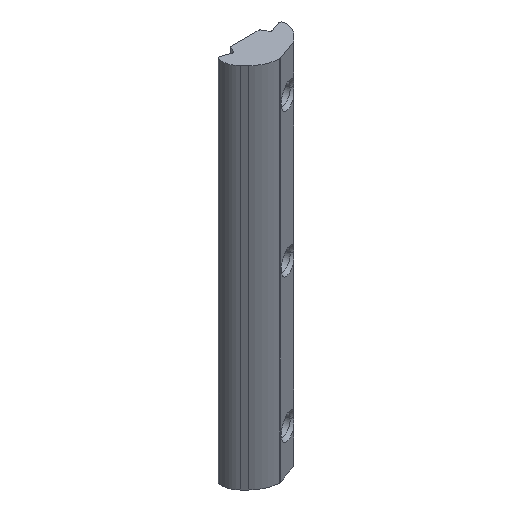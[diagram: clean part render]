
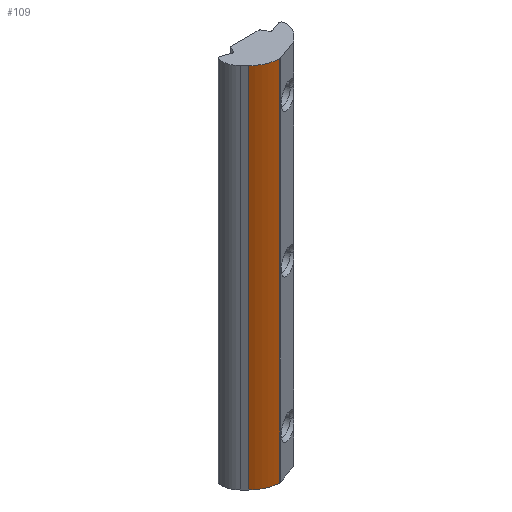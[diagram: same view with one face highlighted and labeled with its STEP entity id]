
A CAD part, isometric view. The second image highlights one B-rep face of the part: STEP entity #109.
In plain terms, the highlighted cylindrical face has radius 8.85 mm (diameter 17.7 mm), a partial arc.
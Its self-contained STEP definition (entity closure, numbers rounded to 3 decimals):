
#55 = DIRECTION ( 'NONE',  ( 0., 0., 1. ) ) ;
#94 = ORIENTED_EDGE ( 'NONE', *, *, #1205, .F. ) ;
#104 = DIRECTION ( 'NONE',  ( 0., 0., 1. ) ) ;
#109 = ADVANCED_FACE ( 'NONE', ( #737 ), #726, .T. ) ;
#114 = CARTESIAN_POINT ( 'NONE',  ( 0., 0., -50. ) ) ;
#138 = LINE ( 'NONE', #760, #498 ) ;
#151 = DIRECTION ( 'NONE',  ( 1., 0., 0. ) ) ;
#227 = EDGE_CURVE ( 'NONE', #431, #998, #654, .T. ) ;
#251 = AXIS2_PLACEMENT_3D ( 'NONE', #114, #1238, #410 ) ;
#332 = CARTESIAN_POINT ( 'NONE',  ( -6.258, -6.258, 50. ) ) ;
#352 = CARTESIAN_POINT ( 'NONE',  ( -0.393, -8.841, -50. ) ) ;
#368 = EDGE_LOOP ( 'NONE', ( #94, #1021, #445, #582 ) ) ;
#382 = AXIS2_PLACEMENT_3D ( 'NONE', #924, #104, #623 ) ;
#390 = CARTESIAN_POINT ( 'NONE',  ( -6.258, -6.258, -50. ) ) ;
#410 = DIRECTION ( 'NONE',  ( 1., 0., 0. ) ) ;
#431 = VERTEX_POINT ( 'NONE', #390 ) ;
#445 = ORIENTED_EDGE ( 'NONE', *, *, #227, .T. ) ;
#468 = CARTESIAN_POINT ( 'NONE',  ( -0.393, -8.841, 50. ) ) ;
#498 = VECTOR ( 'NONE', #666, 1000. ) ;
#582 = ORIENTED_EDGE ( 'NONE', *, *, #899, .T. ) ;
#594 = VERTEX_POINT ( 'NONE', #332 ) ;
#623 = DIRECTION ( 'NONE',  ( 1., 0., 0. ) ) ;
#639 = DIRECTION ( 'NONE',  ( 0., 0., 1. ) ) ;
#654 = CIRCLE ( 'NONE', #1286, 8.85 ) ;
#666 = DIRECTION ( 'NONE',  ( 0., 0., 1. ) ) ;
#695 = EDGE_CURVE ( 'NONE', #431, #594, #951, .T. ) ;
#726 = CYLINDRICAL_SURFACE ( 'NONE', #251, 8.85 ) ;
#737 = FACE_OUTER_BOUND ( 'NONE', #368, .T. ) ;
#760 = CARTESIAN_POINT ( 'NONE',  ( -0.393, -8.841, -50. ) ) ;
#782 = VECTOR ( 'NONE', #639, 1000. ) ;
#899 = EDGE_CURVE ( 'NONE', #998, #987, #138, .T. ) ;
#924 = CARTESIAN_POINT ( 'NONE',  ( 0., 0., 50. ) ) ;
#947 = CARTESIAN_POINT ( 'NONE',  ( -6.258, -6.258, -50. ) ) ;
#951 = LINE ( 'NONE', #947, #782 ) ;
#987 = VERTEX_POINT ( 'NONE', #468 ) ;
#998 = VERTEX_POINT ( 'NONE', #352 ) ;
#1021 = ORIENTED_EDGE ( 'NONE', *, *, #695, .F. ) ;
#1078 = CIRCLE ( 'NONE', #382, 8.85 ) ;
#1145 = CARTESIAN_POINT ( 'NONE',  ( 0., 0., -50. ) ) ;
#1205 = EDGE_CURVE ( 'NONE', #594, #987, #1078, .T. ) ;
#1238 = DIRECTION ( 'NONE',  ( 0., 0., 1. ) ) ;
#1286 = AXIS2_PLACEMENT_3D ( 'NONE', #1145, #55, #151 ) ;
